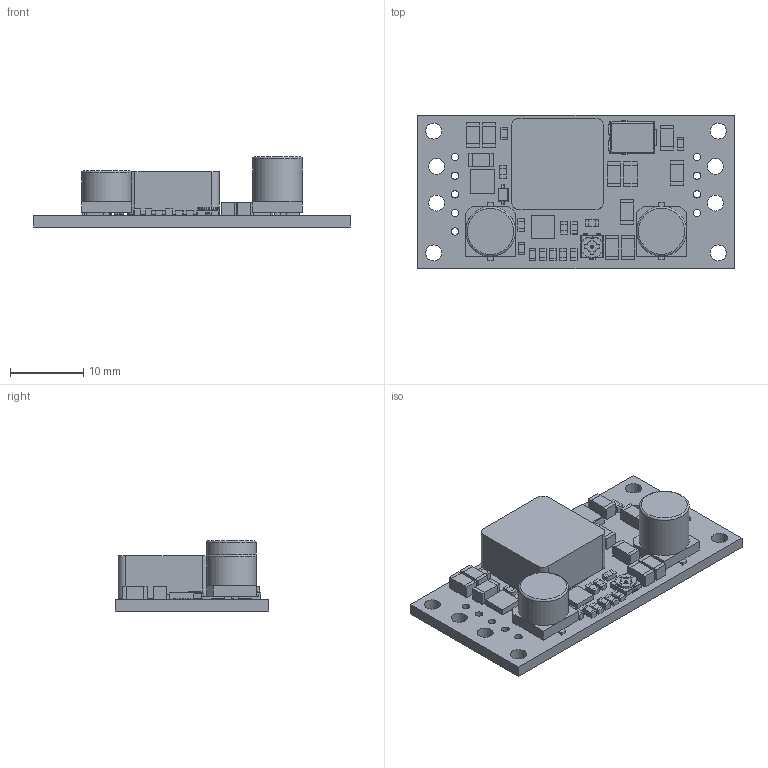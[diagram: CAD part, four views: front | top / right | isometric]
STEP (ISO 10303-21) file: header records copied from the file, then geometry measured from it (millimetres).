
FILE_DESCRIPTION (( 'STEP AP214' ), '1' );
FILE_NAME ('s18v20x-step-up-step-down-voltage-regulator.step', '2018-01-04T19:26:18', ( '' ), ( '' ), 'SwSTEP 2.0', 'SolidWorks 2016', '' );
FILE_SCHEMA (( 'AUTOMOTIVE_DESIGN' ));
Length unit declared in the file: millimetre
Products named in the file (1): s18v20x-step-up-step-down-voltage-regulator
Bounding box: 43.18 x 20.95 x 9.57 mm (x, y, z)
Volume: 2989.6 mm3; surface area: 3266.1 mm2
Topology: 5 solids, 5 shells, 985 faces, 2612 edges, 1696 vertices
Faces by surface type: plane 772, bspline 142, cylinder 62, torus 5, sphere 4
Full cylindrical faces by diameter (mm): 0.25 x1, 1.016 x9, 2.184 x8, 2.5 x1, 6.8 x2
Entity records: 45741 total; most frequent: CARTESIAN_POINT 11522, ORIENTED_EDGE 5162, DIRECTION 4018, EDGE_CURVE 2581, LINE 2076, VECTOR 2076, VERTEX_POINT 1695, EDGE_LOOP 1122
